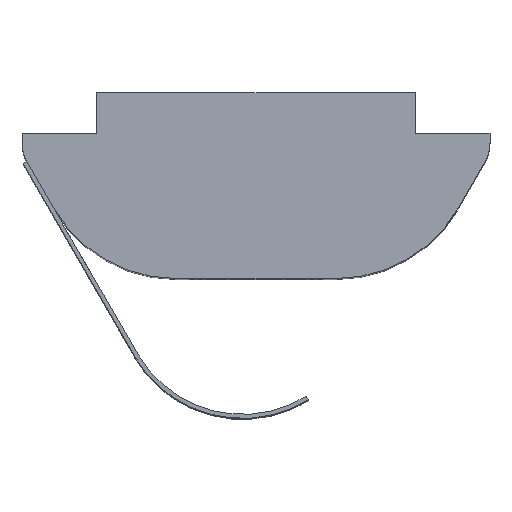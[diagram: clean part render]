
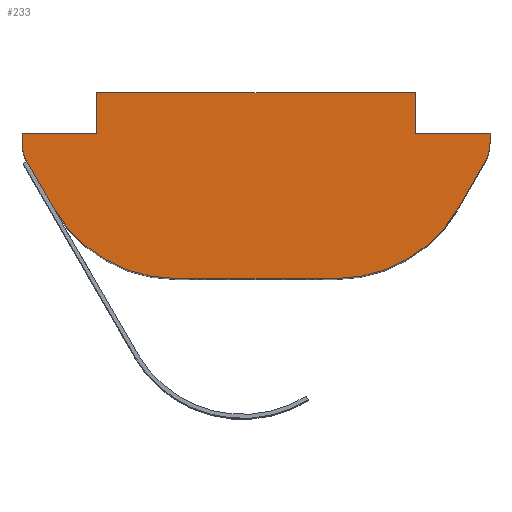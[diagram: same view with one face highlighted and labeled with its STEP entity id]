
A CAD part, top view. The second image highlights one B-rep face of the part: STEP entity #233.
In plain terms, the highlighted planar face has unit normal (0, 0, 1).
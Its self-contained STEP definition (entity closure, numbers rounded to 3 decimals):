
#7 = CARTESIAN_POINT ( 'NONE',  ( 5.8, -1., 16. ) ) ;
#13 = CARTESIAN_POINT ( 'NONE',  ( 5.8, -1.2, 16. ) ) ;
#36 = LINE ( 'NONE', #494, #255 ) ;
#37 = VERTEX_POINT ( 'NONE', #1026 ) ;
#42 = CIRCLE ( 'NONE', #102, 1. ) ;
#43 = ORIENTED_EDGE ( 'NONE', *, *, #381, .F. ) ;
#52 = CARTESIAN_POINT ( 'NONE',  ( -5.666, -1.732, 16. ) ) ;
#55 = CARTESIAN_POINT ( 'NONE',  ( -1.989, -1.1, 16. ) ) ;
#60 = VECTOR ( 'NONE', #1139, 1000. ) ;
#65 = DIRECTION ( 'NONE',  ( 0., -1., 0. ) ) ;
#74 = LINE ( 'NONE', #612, #404 ) ;
#88 = CARTESIAN_POINT ( 'NONE',  ( 1.989, -1.1, 16. ) ) ;
#96 = VERTEX_POINT ( 'NONE', #7 ) ;
#101 = DIRECTION ( 'NONE',  ( 0., 0., -1. ) ) ;
#102 = AXIS2_PLACEMENT_3D ( 'NONE', #470, #101, #195 ) ;
#111 = ORIENTED_EDGE ( 'NONE', *, *, #611, .T. ) ;
#113 = AXIS2_PLACEMENT_3D ( 'NONE', #706, #459, #1056 ) ;
#114 = EDGE_CURVE ( 'NONE', #126, #719, #777, .T. ) ;
#125 = VERTEX_POINT ( 'NONE', #204 ) ;
#126 = VERTEX_POINT ( 'NONE', #987 ) ;
#190 = DIRECTION ( 'NONE',  ( 1., 0., 0. ) ) ;
#195 = DIRECTION ( 'NONE',  ( -1., 0., 0. ) ) ;
#204 = CARTESIAN_POINT ( 'NONE',  ( 3.95, 0., 16. ) ) ;
#207 = CARTESIAN_POINT ( 'NONE',  ( 3.95, -0.2, 16. ) ) ;
#210 = LINE ( 'NONE', #389, #879 ) ;
#221 = EDGE_CURVE ( 'NONE', #325, #926, #954, .T. ) ;
#227 = EDGE_CURVE ( 'NONE', #704, #125, #36, .T. ) ;
#233 = ADVANCED_FACE ( 'NONE', ( #936 ), #1121, .T. ) ;
#235 = DIRECTION ( 'NONE',  ( -1., 0., 0. ) ) ;
#246 = ORIENTED_EDGE ( 'NONE', *, *, #114, .F. ) ;
#248 = DIRECTION ( 'NONE',  ( 0., 0., 1. ) ) ;
#255 = VECTOR ( 'NONE', #1113, 1000. ) ;
#292 = CARTESIAN_POINT ( 'NONE',  ( -5.666, -1.732, 16. ) ) ;
#299 = EDGE_CURVE ( 'NONE', #704, #325, #730, .T. ) ;
#305 = LINE ( 'NONE', #604, #60 ) ;
#322 = VERTEX_POINT ( 'NONE', #588 ) ;
#324 = DIRECTION ( 'NONE',  ( 0., 0., 1. ) ) ;
#325 = VERTEX_POINT ( 'NONE', #341 ) ;
#331 = DIRECTION ( 'NONE',  ( 1., 0., 0. ) ) ;
#341 = CARTESIAN_POINT ( 'NONE',  ( -3.95, -1., 16. ) ) ;
#363 = VERTEX_POINT ( 'NONE', #536 ) ;
#381 = EDGE_CURVE ( 'NONE', #830, #126, #727, .T. ) ;
#386 = CIRCLE ( 'NONE', #769, 3.5 ) ;
#389 = CARTESIAN_POINT ( 'NONE',  ( 0., -1., 16. ) ) ;
#393 = EDGE_LOOP ( 'NONE', ( #884, #578, #562, #742, #962, #1103, #396, #111, #1105, #732, #1034, #246, #43, #886 ) ) ;
#396 = ORIENTED_EDGE ( 'NONE', *, *, #566, .F. ) ;
#404 = VECTOR ( 'NONE', #190, 1000. ) ;
#459 = DIRECTION ( 'NONE',  ( 0., 0., -1. ) ) ;
#466 = EDGE_CURVE ( 'NONE', #37, #809, #74, .T. ) ;
#470 = CARTESIAN_POINT ( 'NONE',  ( -4.8, -1.232, 16. ) ) ;
#477 = VECTOR ( 'NONE', #1080, 1000. ) ;
#490 = VERTEX_POINT ( 'NONE', #780 ) ;
#494 = CARTESIAN_POINT ( 'NONE',  ( 0.75, 0., 16. ) ) ;
#522 = LINE ( 'NONE', #292, #561 ) ;
#536 = CARTESIAN_POINT ( 'NONE',  ( 3.95, -1., 16. ) ) ;
#546 = AXIS2_PLACEMENT_3D ( 'NONE', #673, #248, #331 ) ;
#551 = EDGE_CURVE ( 'NONE', #96, #830, #894, .T. ) ;
#558 = CARTESIAN_POINT ( 'NONE',  ( 5.8, -1.232, 16. ) ) ;
#561 = VECTOR ( 'NONE', #735, 1000. ) ;
#562 = ORIENTED_EDGE ( 'NONE', *, *, #227, .F. ) ;
#566 = EDGE_CURVE ( 'NONE', #895, #322, #42, .T. ) ;
#578 = ORIENTED_EDGE ( 'NONE', *, *, #609, .F. ) ;
#580 = CARTESIAN_POINT ( 'NONE',  ( 1.989, -4.6, 16. ) ) ;
#581 = CARTESIAN_POINT ( 'NONE',  ( 0., -1., 16. ) ) ;
#582 = CARTESIAN_POINT ( 'NONE',  ( -5.8, -1., 16. ) ) ;
#586 = LINE ( 'NONE', #207, #764 ) ;
#588 = CARTESIAN_POINT ( 'NONE',  ( -5.8, -1.232, 16. ) ) ;
#604 = CARTESIAN_POINT ( 'NONE',  ( -5.8, -1.232, 16. ) ) ;
#609 = EDGE_CURVE ( 'NONE', #125, #363, #586, .T. ) ;
#611 = EDGE_CURVE ( 'NONE', #895, #490, #522, .T. ) ;
#612 = CARTESIAN_POINT ( 'NONE',  ( 0., -4.6, 16. ) ) ;
#642 = DIRECTION ( 'NONE',  ( 0., -1., 0. ) ) ;
#673 = CARTESIAN_POINT ( 'NONE',  ( 0., 0., 16. ) ) ;
#704 = VERTEX_POINT ( 'NONE', #1012 ) ;
#706 = CARTESIAN_POINT ( 'NONE',  ( 4.8, -1.232, 16. ) ) ;
#719 = VERTEX_POINT ( 'NONE', #1009 ) ;
#725 = DIRECTION ( 'NONE',  ( 0., -1., 0. ) ) ;
#727 = CIRCLE ( 'NONE', #113, 1. ) ;
#728 = EDGE_CURVE ( 'NONE', #96, #363, #210, .T. ) ;
#730 = LINE ( 'NONE', #953, #844 ) ;
#732 = ORIENTED_EDGE ( 'NONE', *, *, #466, .T. ) ;
#735 = DIRECTION ( 'NONE',  ( 0.5, -0.866, 0. ) ) ;
#742 = ORIENTED_EDGE ( 'NONE', *, *, #299, .T. ) ;
#764 = VECTOR ( 'NONE', #642, 1000. ) ;
#769 = AXIS2_PLACEMENT_3D ( 'NONE', #88, #982, #1067 ) ;
#777 = LINE ( 'NONE', #1032, #477 ) ;
#780 = CARTESIAN_POINT ( 'NONE',  ( -5.021, -2.85, 16. ) ) ;
#801 = VECTOR ( 'NONE', #725, 1000. ) ;
#809 = VERTEX_POINT ( 'NONE', #580 ) ;
#830 = VERTEX_POINT ( 'NONE', #558 ) ;
#844 = VECTOR ( 'NONE', #65, 1000. ) ;
#847 = DIRECTION ( 'NONE',  ( -1., 0., 0. ) ) ;
#875 = EDGE_CURVE ( 'NONE', #490, #37, #1058, .T. ) ;
#879 = VECTOR ( 'NONE', #235, 1000. ) ;
#884 = ORIENTED_EDGE ( 'NONE', *, *, #728, .T. ) ;
#886 = ORIENTED_EDGE ( 'NONE', *, *, #551, .F. ) ;
#894 = LINE ( 'NONE', #13, #801 ) ;
#895 = VERTEX_POINT ( 'NONE', #52 ) ;
#926 = VERTEX_POINT ( 'NONE', #582 ) ;
#936 = FACE_OUTER_BOUND ( 'NONE', #393, .T. ) ;
#939 = DIRECTION ( 'NONE',  ( -1., 0., 0. ) ) ;
#953 = CARTESIAN_POINT ( 'NONE',  ( -3.95, 0., 16. ) ) ;
#954 = LINE ( 'NONE', #581, #1119 ) ;
#962 = ORIENTED_EDGE ( 'NONE', *, *, #221, .T. ) ;
#982 = DIRECTION ( 'NONE',  ( 0., 0., 1. ) ) ;
#987 = CARTESIAN_POINT ( 'NONE',  ( 5.666, -1.732, 16. ) ) ;
#1009 = CARTESIAN_POINT ( 'NONE',  ( 5.021, -2.85, 16. ) ) ;
#1012 = CARTESIAN_POINT ( 'NONE',  ( -3.95, 0., 16. ) ) ;
#1026 = CARTESIAN_POINT ( 'NONE',  ( -1.989, -4.6, 16. ) ) ;
#1032 = CARTESIAN_POINT ( 'NONE',  ( 5.666, -1.732, 16. ) ) ;
#1034 = ORIENTED_EDGE ( 'NONE', *, *, #1144, .T. ) ;
#1055 = EDGE_CURVE ( 'NONE', #322, #926, #305, .T. ) ;
#1056 = DIRECTION ( 'NONE',  ( -1., 0., 0. ) ) ;
#1058 = CIRCLE ( 'NONE', #1112, 3.5 ) ;
#1067 = DIRECTION ( 'NONE',  ( -1., 0., 0. ) ) ;
#1080 = DIRECTION ( 'NONE',  ( -0.5, -0.866, 0. ) ) ;
#1103 = ORIENTED_EDGE ( 'NONE', *, *, #1055, .F. ) ;
#1105 = ORIENTED_EDGE ( 'NONE', *, *, #875, .T. ) ;
#1112 = AXIS2_PLACEMENT_3D ( 'NONE', #55, #324, #939 ) ;
#1113 = DIRECTION ( 'NONE',  ( 1., 0., 0. ) ) ;
#1119 = VECTOR ( 'NONE', #847, 1000. ) ;
#1121 = PLANE ( 'NONE',  #546 ) ;
#1139 = DIRECTION ( 'NONE',  ( 0., 1., 0. ) ) ;
#1144 = EDGE_CURVE ( 'NONE', #809, #719, #386, .T. ) ;
